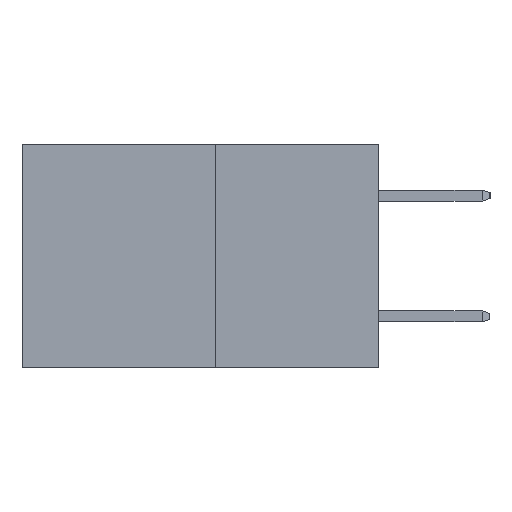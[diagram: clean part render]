
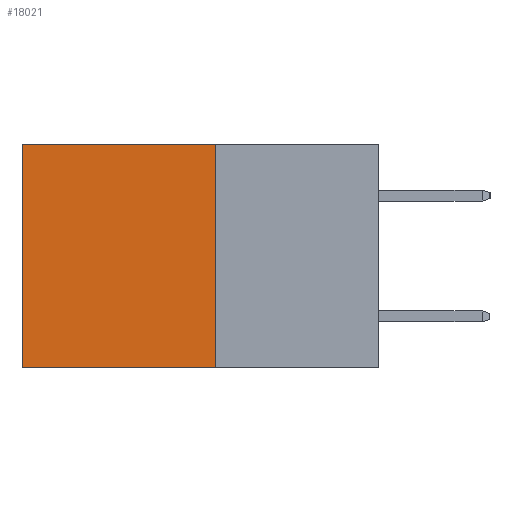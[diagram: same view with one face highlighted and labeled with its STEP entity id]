
A CAD part, left-side view. The second image highlights one B-rep face of the part: STEP entity #18021.
In plain terms, the highlighted planar face has unit normal (-1, 0, 0).
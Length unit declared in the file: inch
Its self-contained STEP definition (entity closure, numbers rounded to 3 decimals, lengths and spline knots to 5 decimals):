
#50 = LINE ( 'NONE', #17379, #3566 ) ;
#1393 = ORIENTED_EDGE ( 'NONE', *, *, #18548, .T. ) ;
#1412 = DIRECTION ( 'NONE',  ( 0., 1., 0. ) ) ;
#1442 = ORIENTED_EDGE ( 'NONE', *, *, #11267, .F. ) ;
#1916 = LINE ( 'NONE', #8912, #8975 ) ;
#2138 = AXIS2_PLACEMENT_3D ( 'NONE', #13646, #7757, #17698 ) ;
#2678 = EDGE_CURVE ( 'NONE', #15547, #8747, #10659, .T. ) ;
#2855 = ORIENTED_EDGE ( 'NONE', *, *, #10685, .F. ) ;
#3024 = VERTEX_POINT ( 'NONE', #17433 ) ;
#3329 = ORIENTED_EDGE ( 'NONE', *, *, #2678, .T. ) ;
#3566 = VECTOR ( 'NONE', #14713, 39.37008 ) ;
#7194 = VECTOR ( 'NONE', #10438, 39.37008 ) ;
#7225 = VERTEX_POINT ( 'NONE', #16255 ) ;
#7757 = DIRECTION ( 'NONE',  ( 1., 0., 0. ) ) ;
#8308 = EDGE_LOOP ( 'NONE', ( #1393, #1442, #2855, #3329 ) ) ;
#8410 = FACE_OUTER_BOUND ( 'NONE', #8308, .T. ) ;
#8747 = VERTEX_POINT ( 'NONE', #14264 ) ;
#8912 = CARTESIAN_POINT ( 'NONE',  ( 0.277, 0.27, -0.37 ) ) ;
#8975 = VECTOR ( 'NONE', #1412, 39.37008 ) ;
#10438 = DIRECTION ( 'NONE',  ( 0., 0., -1. ) ) ;
#10659 = LINE ( 'NONE', #11932, #13997 ) ;
#10685 = EDGE_CURVE ( 'NONE', #15547, #3024, #50, .T. ) ;
#10860 = DIRECTION ( 'NONE',  ( 0., 1., 0. ) ) ;
#11267 = EDGE_CURVE ( 'NONE', #3024, #7225, #1916, .T. ) ;
#11932 = CARTESIAN_POINT ( 'NONE',  ( 0.277, 0.27, 0. ) ) ;
#13646 = CARTESIAN_POINT ( 'NONE',  ( 0.277, 0.27, -0.37 ) ) ;
#13997 = VECTOR ( 'NONE', #10860, 39.37008 ) ;
#14264 = CARTESIAN_POINT ( 'NONE',  ( 0.277, 0.59, 0. ) ) ;
#14713 = DIRECTION ( 'NONE',  ( 0., 0., -1. ) ) ;
#15547 = VERTEX_POINT ( 'NONE', #18615 ) ;
#16255 = CARTESIAN_POINT ( 'NONE',  ( 0.277, 0.59, -0.37 ) ) ;
#16349 = PLANE ( 'NONE',  #2138 ) ;
#17379 = CARTESIAN_POINT ( 'NONE',  ( 0.277, 0.27, -0.37 ) ) ;
#17433 = CARTESIAN_POINT ( 'NONE',  ( 0.277, 0.27, -0.37 ) ) ;
#17698 = DIRECTION ( 'NONE',  ( 0., 0., -1. ) ) ;
#18021 = ADVANCED_FACE ( 'NONE', ( #8410 ), #16349, .F. ) ;
#18527 = LINE ( 'NONE', #18621, #7194 ) ;
#18548 = EDGE_CURVE ( 'NONE', #8747, #7225, #18527, .T. ) ;
#18615 = CARTESIAN_POINT ( 'NONE',  ( 0.277, 0.27, 0. ) ) ;
#18621 = CARTESIAN_POINT ( 'NONE',  ( 0.277, 0.59, -0.37 ) ) ;
